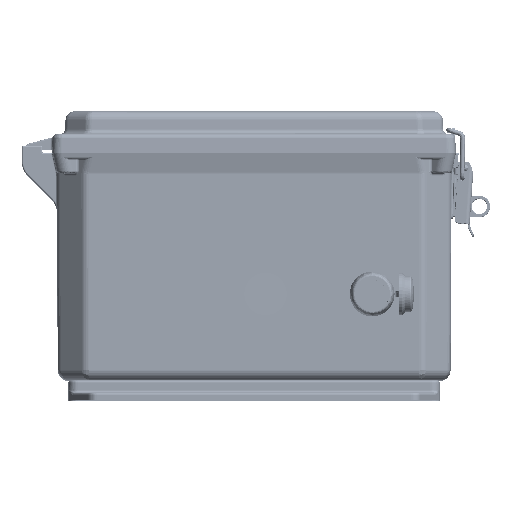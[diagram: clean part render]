
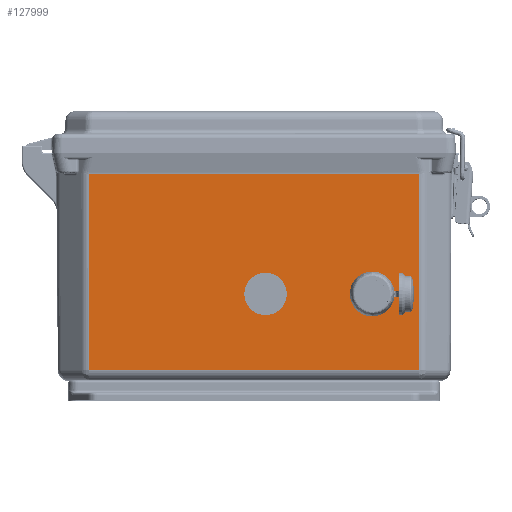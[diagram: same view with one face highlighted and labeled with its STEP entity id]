
A CAD part, top view. The second image highlights one B-rep face of the part: STEP entity #127999.
In plain terms, the highlighted planar face has unit normal (0, -0.004, 1).
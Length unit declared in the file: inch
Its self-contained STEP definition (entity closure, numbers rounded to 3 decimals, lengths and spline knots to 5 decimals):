
#805 = CARTESIAN_POINT ( 'NONE',  ( 0.3, 1.70848, 6.163 ) ) ;
#2692 = DIRECTION ( 'NONE',  ( 0., -0.004, 1. ) ) ;
#3334 = CARTESIAN_POINT ( 'NONE',  ( 4.3253, 0.27977, 6.15677 ) ) ;
#3418 = CARTESIAN_POINT ( 'NONE',  ( 0.3, 2.26598, 6.16544 ) ) ;
#4076 = DIRECTION ( 'NONE',  ( -1., 0., 0. ) ) ;
#5698 = CARTESIAN_POINT ( 'NONE',  ( 3.03701, 2.70041, 6.16733 ) ) ;
#6222 = ORIENTED_EDGE ( 'NONE', *, *, #105801, .F. ) ;
#7196 = EDGE_CURVE ( 'NONE', #11709, #89198, #133101, .T. ) ;
#11709 = VERTEX_POINT ( 'NONE', #76796 ) ;
#11870 = VECTOR ( 'NONE', #109077, 39.37008 ) ;
#13585 = CARTESIAN_POINT ( 'NONE',  ( 0.3, 2.26598, 6.16544 ) ) ;
#14504 = LINE ( 'NONE', #70585, #105827 ) ;
#15201 = LINE ( 'NONE', #35104, #102768 ) ;
#18253 = ORIENTED_EDGE ( 'NONE', *, *, #141737, .F. ) ;
#18750 = LINE ( 'NONE', #82380, #100835 ) ;
#19767 = VERTEX_POINT ( 'NONE', #63744 ) ;
#20092 = DIRECTION ( 'NONE',  ( 0., -0.004, 1. ) ) ;
#22555 = DIRECTION ( 'NONE',  ( 0.002, -1., -0.004 ) ) ;
#23122 = AXIS2_PLACEMENT_3D ( 'NONE', #144839, #47984, #24541 ) ;
#24541 = DIRECTION ( 'NONE',  ( 0., -1., -0.004 ) ) ;
#25336 = ORIENTED_EDGE ( 'NONE', *, *, #81019, .F. ) ;
#29137 = AXIS2_PLACEMENT_3D ( 'NONE', #46054, #68494, #46557 ) ;
#29145 = ORIENTED_EDGE ( 'NONE', *, *, #105709, .F. ) ;
#31598 = CARTESIAN_POINT ( 'NONE',  ( 3.1, 2.26598, 6.16544 ) ) ;
#33491 = VERTEX_POINT ( 'NONE', #149365 ) ;
#35104 = CARTESIAN_POINT ( 'NONE',  ( -4.33457, 5.41071, 6.17916 ) ) ;
#37743 = VERTEX_POINT ( 'NONE', #67278 ) ;
#38584 = DIRECTION ( 'NONE',  ( 0., -1., -0.004 ) ) ;
#39410 = CIRCLE ( 'NONE', #103014, 0.5575 ) ;
#41517 = DIRECTION ( 'NONE',  ( 0., -1., -0.004 ) ) ;
#42353 = AXIS2_PLACEMENT_3D ( 'NONE', #13585, #2692, #38584 ) ;
#46020 = VERTEX_POINT ( 'NONE', #5698 ) ;
#46054 = CARTESIAN_POINT ( 'NONE',  ( -5.65412, 0., 6.15555 ) ) ;
#46557 = DIRECTION ( 'NONE',  ( 0., -1., -0.004 ) ) ;
#47984 = DIRECTION ( 'NONE',  ( 0., -0.004, 1. ) ) ;
#49552 = ORIENTED_EDGE ( 'NONE', *, *, #102540, .F. ) ;
#49779 = DIRECTION ( 'NONE',  ( 0., -0.004, 1. ) ) ;
#52928 = VECTOR ( 'NONE', #4076, 39.37008 ) ;
#54848 = LINE ( 'NONE', #63466, #52928 ) ;
#55829 = AXIS2_PLACEMENT_3D ( 'NONE', #31598, #20092, #41517 ) ;
#60092 = FACE_OUTER_BOUND ( 'NONE', #84214, .T. ) ;
#62250 = ORIENTED_EDGE ( 'NONE', *, *, #134646, .T. ) ;
#63466 = CARTESIAN_POINT ( 'NONE',  ( -5.65412, 5.41071, 6.17916 ) ) ;
#63744 = CARTESIAN_POINT ( 'NONE',  ( 3.03701, 2.77581, 6.16766 ) ) ;
#67278 = CARTESIAN_POINT ( 'NONE',  ( 3.16299, 2.77581, 6.16766 ) ) ;
#68494 = DIRECTION ( 'NONE',  ( 0., -0.004, 1. ) ) ;
#69945 = CARTESIAN_POINT ( 'NONE',  ( 3.16299, 2.70041, 6.16733 ) ) ;
#70585 = CARTESIAN_POINT ( 'NONE',  ( 3.03701, 2.77581, 6.16766 ) ) ;
#72443 = LINE ( 'NONE', #121440, #87191 ) ;
#74097 = EDGE_CURVE ( 'NONE', #108798, #37743, #72443, .T. ) ;
#76796 = CARTESIAN_POINT ( 'NONE',  ( 4.3253, 0.27977, 6.15677 ) ) ;
#78114 = CARTESIAN_POINT ( 'NONE',  ( 0.3, 2.82347, 6.16787 ) ) ;
#78759 = FACE_BOUND ( 'NONE', #144032, .T. ) ;
#79229 = CIRCLE ( 'NONE', #42353, 0.5575 ) ;
#81019 = EDGE_CURVE ( 'NONE', #46020, #127059, #97106, .T. ) ;
#82380 = CARTESIAN_POINT ( 'NONE',  ( 0., 0.27977, 6.15677 ) ) ;
#83028 = VERTEX_POINT ( 'NONE', #78114 ) ;
#84214 = EDGE_LOOP ( 'NONE', ( #133027, #114036, #62250, #29145 ) ) ;
#84626 = DIRECTION ( 'NONE',  ( -1., 0., 0. ) ) ;
#86654 = ORIENTED_EDGE ( 'NONE', *, *, #74097, .F. ) ;
#87191 = VECTOR ( 'NONE', #110513, 39.37008 ) ;
#87198 = DIRECTION ( 'NONE',  ( 0., -1., -0.004 ) ) ;
#89198 = VERTEX_POINT ( 'NONE', #130306 ) ;
#92243 = CARTESIAN_POINT ( 'NONE',  ( -4.33457, 5.41071, 6.17916 ) ) ;
#92646 = VECTOR ( 'NONE', #114542, 39.37008 ) ;
#95394 = ORIENTED_EDGE ( 'NONE', *, *, #101843, .F. ) ;
#95703 = ORIENTED_EDGE ( 'NONE', *, *, #129024, .F. ) ;
#97106 = CIRCLE ( 'NONE', #55829, 0.43898 ) ;
#97936 = VERTEX_POINT ( 'NONE', #805 ) ;
#100835 = VECTOR ( 'NONE', #129243, 39.37008 ) ;
#101843 = EDGE_CURVE ( 'NONE', #37743, #19767, #14504, .T. ) ;
#102540 = EDGE_CURVE ( 'NONE', #19767, #46020, #124373, .T. ) ;
#102768 = VECTOR ( 'NONE', #22555, 39.37008 ) ;
#103014 = AXIS2_PLACEMENT_3D ( 'NONE', #3418, #49779, #87198 ) ;
#104130 = CARTESIAN_POINT ( 'NONE',  ( 3.03701, 2.77581, 6.16766 ) ) ;
#105470 = CARTESIAN_POINT ( 'NONE',  ( 3.1, 1.827, 6.16352 ) ) ;
#105709 = EDGE_CURVE ( 'NONE', #11709, #33491, #18750, .T. ) ;
#105801 = EDGE_CURVE ( 'NONE', #127059, #108798, #106545, .T. ) ;
#105827 = VECTOR ( 'NONE', #84626, 39.37008 ) ;
#106545 = CIRCLE ( 'NONE', #23122, 0.43898 ) ;
#108798 = VERTEX_POINT ( 'NONE', #69945 ) ;
#109077 = DIRECTION ( 'NONE',  ( 0.002, 1., 0.004 ) ) ;
#110513 = DIRECTION ( 'NONE',  ( 0., 1., 0.004 ) ) ;
#112244 = FACE_BOUND ( 'NONE', #147221, .T. ) ;
#114036 = ORIENTED_EDGE ( 'NONE', *, *, #115306, .T. ) ;
#114542 = DIRECTION ( 'NONE',  ( 0., -1., -0.004 ) ) ;
#115306 = EDGE_CURVE ( 'NONE', #89198, #118280, #54848, .T. ) ;
#118280 = VERTEX_POINT ( 'NONE', #92243 ) ;
#121440 = CARTESIAN_POINT ( 'NONE',  ( 3.16299, 2.77581, 6.16766 ) ) ;
#124373 = LINE ( 'NONE', #104130, #92646 ) ;
#127059 = VERTEX_POINT ( 'NONE', #105470 ) ;
#127999 = ADVANCED_FACE ( 'NONE', ( #112244, #78759, #60092 ), #128873, .T. ) ;
#128873 = PLANE ( 'NONE',  #29137 ) ;
#129024 = EDGE_CURVE ( 'NONE', #83028, #97936, #39410, .T. ) ;
#129243 = DIRECTION ( 'NONE',  ( -1., 0., 0. ) ) ;
#130306 = CARTESIAN_POINT ( 'NONE',  ( 4.33457, 5.41071, 6.17916 ) ) ;
#133027 = ORIENTED_EDGE ( 'NONE', *, *, #7196, .T. ) ;
#133101 = LINE ( 'NONE', #3334, #11870 ) ;
#134646 = EDGE_CURVE ( 'NONE', #118280, #33491, #15201, .T. ) ;
#141737 = EDGE_CURVE ( 'NONE', #97936, #83028, #79229, .T. ) ;
#144032 = EDGE_LOOP ( 'NONE', ( #18253, #95703 ) ) ;
#144839 = CARTESIAN_POINT ( 'NONE',  ( 3.1, 2.26598, 6.16544 ) ) ;
#147221 = EDGE_LOOP ( 'NONE', ( #25336, #49552, #95394, #86654, #6222 ) ) ;
#149365 = CARTESIAN_POINT ( 'NONE',  ( -4.3253, 0.27977, 6.15677 ) ) ;
